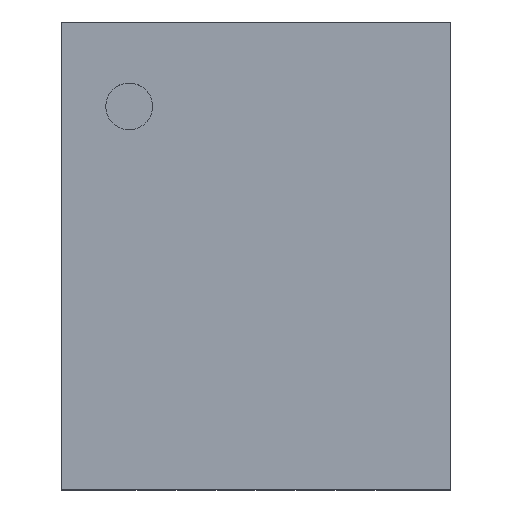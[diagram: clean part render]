
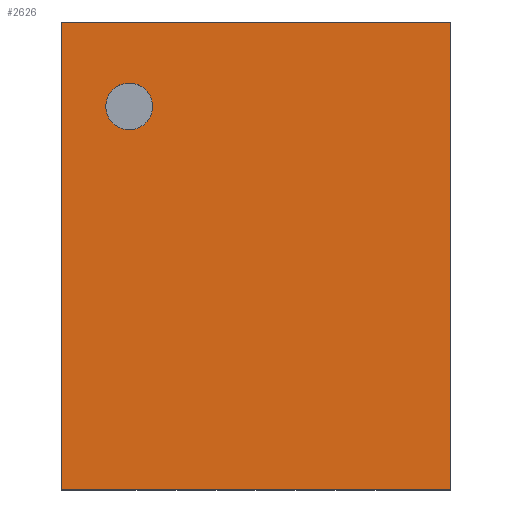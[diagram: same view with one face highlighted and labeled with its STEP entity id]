
A CAD part, top view. The second image highlights one B-rep face of the part: STEP entity #2626.
In plain terms, the highlighted planar face has unit normal (0, 0, 1).
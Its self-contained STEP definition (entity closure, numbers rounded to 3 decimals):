
#42 = DIRECTION ( 'NONE',  ( 1., 0., 0. ) ) ;
#328 = EDGE_CURVE ( 'NONE', #6760, #7568, #2443, .T. ) ;
#553 = VECTOR ( 'NONE', #4358, 1000. ) ;
#735 = CARTESIAN_POINT ( 'NONE',  ( 19.552, 14.636, 0.9 ) ) ;
#1358 = DIRECTION ( 'NONE',  ( 1., 0., 0. ) ) ;
#1649 = CARTESIAN_POINT ( 'NONE',  ( 19.702, 14.636, 0.9 ) ) ;
#1750 = CARTESIAN_POINT ( 'NONE',  ( 19.115, 15.177, 0.9 ) ) ;
#2014 = ORIENTED_EDGE ( 'NONE', *, *, #5142, .F. ) ;
#2119 = VERTEX_POINT ( 'NONE', #6014 ) ;
#2196 = CIRCLE ( 'NONE', #5108, 0.15 ) ;
#2245 = DIRECTION ( 'NONE',  ( 0., 1., 0. ) ) ;
#2262 = ORIENTED_EDGE ( 'NONE', *, *, #328, .T. ) ;
#2294 = DIRECTION ( 'NONE',  ( 0., 0., 1. ) ) ;
#2443 = LINE ( 'NONE', #2733, #3868 ) ;
#2581 = VECTOR ( 'NONE', #6900, 1000. ) ;
#2598 = ORIENTED_EDGE ( 'NONE', *, *, #2846, .F. ) ;
#2626 = ADVANCED_FACE ( 'NONE', ( #6173, #2905 ), #5326, .T. ) ;
#2733 = CARTESIAN_POINT ( 'NONE',  ( 19.115, 15.177, 0.9 ) ) ;
#2846 = EDGE_CURVE ( 'NONE', #6649, #3617, #7437, .T. ) ;
#2905 = FACE_OUTER_BOUND ( 'NONE', #5938, .T. ) ;
#3617 = VERTEX_POINT ( 'NONE', #3962 ) ;
#3745 = DIRECTION ( 'NONE',  ( 0., 0., 1. ) ) ;
#3839 = VECTOR ( 'NONE', #2245, 1000. ) ;
#3849 = VERTEX_POINT ( 'NONE', #4229 ) ;
#3868 = VECTOR ( 'NONE', #4549, 1000. ) ;
#3962 = CARTESIAN_POINT ( 'NONE',  ( 19.402, 14.636, 0.9 ) ) ;
#4089 = ORIENTED_EDGE ( 'NONE', *, *, #4287, .T. ) ;
#4229 = CARTESIAN_POINT ( 'NONE',  ( 21.615, 12.177, 0.9 ) ) ;
#4287 = EDGE_CURVE ( 'NONE', #3849, #2119, #7140, .T. ) ;
#4358 = DIRECTION ( 'NONE',  ( 1., 0., 0. ) ) ;
#4395 = LINE ( 'NONE', #6270, #2581 ) ;
#4420 = ORIENTED_EDGE ( 'NONE', *, *, #5116, .T. ) ;
#4549 = DIRECTION ( 'NONE',  ( 0., -1., 0. ) ) ;
#5000 = CARTESIAN_POINT ( 'NONE',  ( 19.115, 12.177, 0.9 ) ) ;
#5021 = DIRECTION ( 'NONE',  ( 0., 0., 1. ) ) ;
#5108 = AXIS2_PLACEMENT_3D ( 'NONE', #735, #5021, #1358 ) ;
#5116 = EDGE_CURVE ( 'NONE', #7568, #3849, #5455, .T. ) ;
#5142 = EDGE_CURVE ( 'NONE', #3617, #6649, #2196, .T. ) ;
#5326 = PLANE ( 'NONE',  #7744 ) ;
#5400 = EDGE_LOOP ( 'NONE', ( #2598, #2014 ) ) ;
#5455 = LINE ( 'NONE', #5000, #553 ) ;
#5769 = EDGE_CURVE ( 'NONE', #2119, #6760, #4395, .T. ) ;
#5924 = CARTESIAN_POINT ( 'NONE',  ( 21.615, 12.177, 0.9 ) ) ;
#5928 = AXIS2_PLACEMENT_3D ( 'NONE', #7445, #3745, #42 ) ;
#5938 = EDGE_LOOP ( 'NONE', ( #2262, #4420, #4089, #6306 ) ) ;
#5981 = CARTESIAN_POINT ( 'NONE',  ( 0., 0., 0.9 ) ) ;
#6014 = CARTESIAN_POINT ( 'NONE',  ( 21.615, 15.177, 0.9 ) ) ;
#6173 = FACE_BOUND ( 'NONE', #5400, .T. ) ;
#6270 = CARTESIAN_POINT ( 'NONE',  ( 21.615, 15.177, 0.9 ) ) ;
#6306 = ORIENTED_EDGE ( 'NONE', *, *, #5769, .T. ) ;
#6520 = CARTESIAN_POINT ( 'NONE',  ( 19.115, 12.177, 0.9 ) ) ;
#6607 = DIRECTION ( 'NONE',  ( 1., 0., 0. ) ) ;
#6649 = VERTEX_POINT ( 'NONE', #1649 ) ;
#6760 = VERTEX_POINT ( 'NONE', #1750 ) ;
#6900 = DIRECTION ( 'NONE',  ( -1., 0., 0. ) ) ;
#7140 = LINE ( 'NONE', #5924, #3839 ) ;
#7437 = CIRCLE ( 'NONE', #5928, 0.15 ) ;
#7445 = CARTESIAN_POINT ( 'NONE',  ( 19.552, 14.636, 0.9 ) ) ;
#7568 = VERTEX_POINT ( 'NONE', #6520 ) ;
#7744 = AXIS2_PLACEMENT_3D ( 'NONE', #5981, #2294, #6607 ) ;
